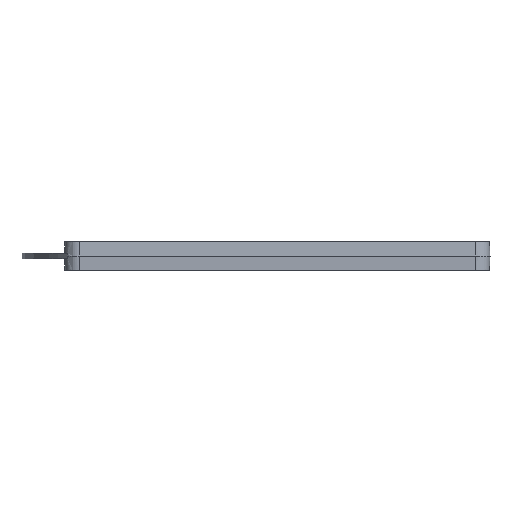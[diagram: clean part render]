
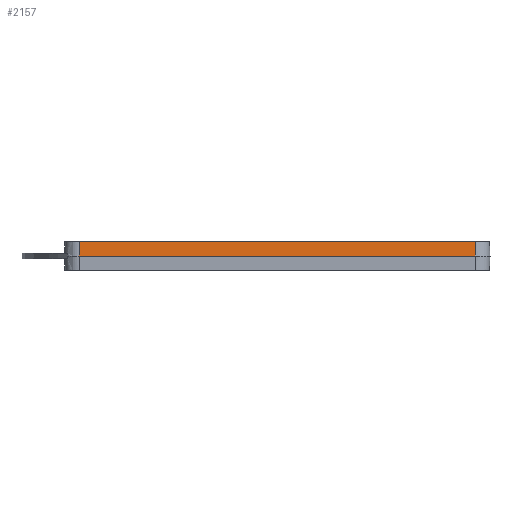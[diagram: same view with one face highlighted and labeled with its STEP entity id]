
A CAD part, left-side view. The second image highlights one B-rep face of the part: STEP entity #2157.
In plain terms, the highlighted free-form (B-spline) face has degree [1, 1] with [2, 2] control points.
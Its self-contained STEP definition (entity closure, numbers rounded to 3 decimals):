
#562 = VERTEX_POINT('',#563);
#563 = CARTESIAN_POINT('',(-41.942,60.265,0.));
#569 = EDGE_CURVE('',#570,#562,#572,.T.);
#570 = VERTEX_POINT('',#571);
#571 = CARTESIAN_POINT('',(-41.755,60.265,4.294
    ));
#572 = B_SPLINE_CURVE_WITH_KNOTS('',1,(#573,#574),.UNSPECIFIED.,.F.,.F.,
  (2,2),(-3.003,-0.),.PIECEWISE_BEZIER_KNOTS.);
#573 = CARTESIAN_POINT('',(-41.755,60.265,4.294
    ));
#574 = CARTESIAN_POINT('',(-41.942,60.265,0.));
#1773 = EDGE_CURVE('',#1774,#570,#1776,.T.);
#1774 = VERTEX_POINT('',#1775);
#1775 = CARTESIAN_POINT('',(-41.755,-60.265,
    4.294));
#1776 = B_SPLINE_CURVE_WITH_KNOTS('',1,(#1777,#1778),.UNSPECIFIED.,.F.,
  .F.,(2,2),(0.,84.2),.PIECEWISE_BEZIER_KNOTS.);
#1777 = CARTESIAN_POINT('',(-41.755,-60.265,
    4.294));
#1778 = CARTESIAN_POINT('',(-41.755,60.265,
    4.294));
#2080 = VERTEX_POINT('',#2081);
#2081 = CARTESIAN_POINT('',(-41.942,-60.265,0.));
#2089 = EDGE_CURVE('',#1774,#2080,#2090,.T.);
#2090 = B_SPLINE_CURVE_WITH_KNOTS('',1,(#2091,#2092),.UNSPECIFIED.,.F.,
  .F.,(2,2),(-3.003,0.),.PIECEWISE_BEZIER_KNOTS.);
#2091 = CARTESIAN_POINT('',(-41.755,-60.265,
    4.294));
#2092 = CARTESIAN_POINT('',(-41.942,-60.265,0.));
#2157 = ADVANCED_FACE('',(#2158),#2168,.T.);
#2158 = FACE_BOUND('',#2159,.T.);
#2159 = EDGE_LOOP('',(#2160,#2165,#2166,#2167));
#2160 = ORIENTED_EDGE('',*,*,#2161,.F.);
#2161 = EDGE_CURVE('',#2080,#562,#2162,.T.);
#2162 = B_SPLINE_CURVE_WITH_KNOTS('',1,(#2163,#2164),.UNSPECIFIED.,.F.,
  .F.,(2,2),(0.,84.2),.PIECEWISE_BEZIER_KNOTS.);
#2163 = CARTESIAN_POINT('',(-41.942,-60.265,0.));
#2164 = CARTESIAN_POINT('',(-41.942,60.265,0.));
#2165 = ORIENTED_EDGE('',*,*,#2089,.F.);
#2166 = ORIENTED_EDGE('',*,*,#1773,.T.);
#2167 = ORIENTED_EDGE('',*,*,#569,.T.);
#2168 = B_SPLINE_SURFACE_WITH_KNOTS('',1,1,(
    (#2169,#2170)
    ,(#2171,#2172
    )),.UNSPECIFIED.,.F.,.F.,.F.,(2,2),(2,2),(0.,3.003),(0.,
    84.2),.PIECEWISE_BEZIER_KNOTS.);
#2169 = CARTESIAN_POINT('',(-41.942,-60.265,0.));
#2170 = CARTESIAN_POINT('',(-41.942,60.265,0.));
#2171 = CARTESIAN_POINT('',(-41.755,-60.265,
    4.294));
#2172 = CARTESIAN_POINT('',(-41.755,60.265,
    4.294));
